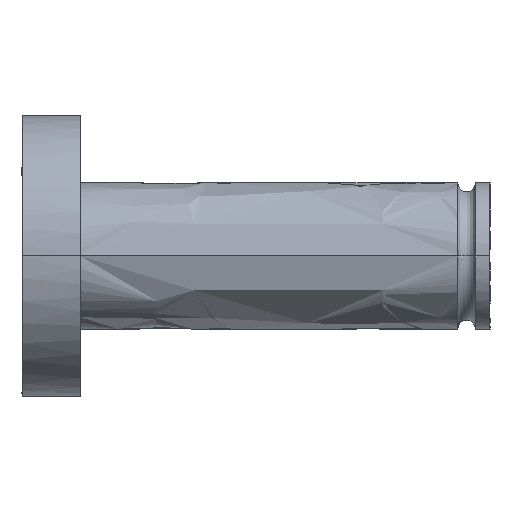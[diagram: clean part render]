
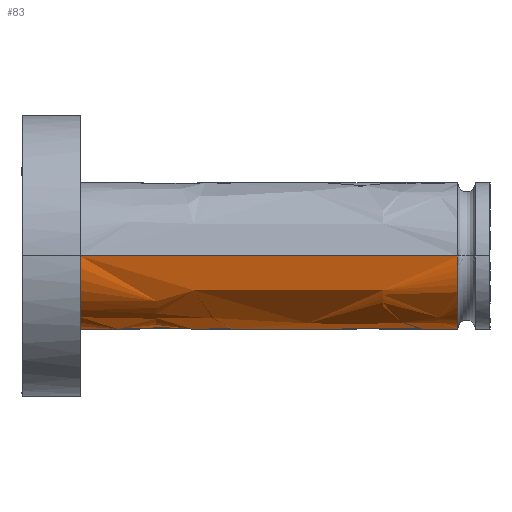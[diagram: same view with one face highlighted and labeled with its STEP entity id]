
A CAD part, left-side view. The second image highlights one B-rep face of the part: STEP entity #83.
In plain terms, the highlighted free-form (B-spline) face has degree [3, 1] with [4, 2] control points.
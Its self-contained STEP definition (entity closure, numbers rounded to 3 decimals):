
#83=ADVANCED_FACE('',(#107),#766,.T.);
#107=FACE_OUTER_BOUND('',#132,.T.);
#132=EDGE_LOOP('',(#210,#211,#212,#213,#214,#215));
#210=ORIENTED_EDGE('',*,*,#625,.T.);
#211=ORIENTED_EDGE('',*,*,#623,.F.);
#212=ORIENTED_EDGE('',*,*,#626,.T.);
#213=ORIENTED_EDGE('',*,*,#621,.F.);
#214=ORIENTED_EDGE('',*,*,#627,.T.);
#215=ORIENTED_EDGE('',*,*,#618,.F.);
#292=PCURVE('',#765,#381);
#295=PCURVE('',#765,#384);
#297=PCURVE('',#765,#386);
#299=PCURVE('',#766,#388);
#300=PCURVE('',#766,#389);
#301=PCURVE('',#766,#390);
#302=PCURVE('',#766,#391);
#303=PCURVE('',#766,#392);
#304=PCURVE('',#766,#393);
#381=DEFINITIONAL_REPRESENTATION('',(#472),#1816);
#384=DEFINITIONAL_REPRESENTATION('',(#477),#1816);
#386=DEFINITIONAL_REPRESENTATION('',(#479),#1816);
#388=DEFINITIONAL_REPRESENTATION('',(#481),#1816);
#389=DEFINITIONAL_REPRESENTATION('',(#482),#1816);
#390=DEFINITIONAL_REPRESENTATION('',(#483),#1816);
#391=DEFINITIONAL_REPRESENTATION('',(#484),#1816);
#392=DEFINITIONAL_REPRESENTATION('',(#486),#1816);
#393=DEFINITIONAL_REPRESENTATION('',(#487),#1816);
#472=B_SPLINE_CURVE_WITH_KNOTS('',1,(#1518,#1519),.UNSPECIFIED.,.F.,.F.,
(2,2),(0.,0.054),.UNSPECIFIED.);
#477=B_SPLINE_CURVE_WITH_KNOTS('',1,(#1552,#1553),.UNSPECIFIED.,.F.,.F.,
(2,2),(0.24,1.),.UNSPECIFIED.);
#479=B_SPLINE_CURVE_WITH_KNOTS('',1,(#1562,#1563),.UNSPECIFIED.,.F.,.F.,
(2,2),(-1.,0.),.UNSPECIFIED.);
#481=B_SPLINE_CURVE_WITH_KNOTS('',1,(#1574,#1575),.UNSPECIFIED.,.F.,.F.,
(2,2),(0.5,1.),.UNSPECIFIED.);
#482=B_SPLINE_CURVE_WITH_KNOTS('',1,(#1576,#1577),.UNSPECIFIED.,.F.,.F.,
(2,2),(-1.,0.),.UNSPECIFIED.);
#483=B_SPLINE_CURVE_WITH_KNOTS('',1,(#1582,#1583),.UNSPECIFIED.,.F.,.F.,
(2,2),(-1.,-0.5),.UNSPECIFIED.);
#484=B_SPLINE_CURVE_WITH_KNOTS('',1,(#1584,#1585),.UNSPECIFIED.,.F.,.F.,
(2,2),(0.24,1.),.UNSPECIFIED.);
#485=B_SPLINE_CURVE_WITH_KNOTS('',3,(#1586,#1587,#1588,#1589,#1590,#1591,
#1592,#1593,#1594,#1595),.UNSPECIFIED.,.F.,.F.,(4,2,2,2,4),(0.003,
0.125,0.25,0.375,0.497),
 .UNSPECIFIED.);
#486=B_SPLINE_CURVE_WITH_KNOTS('',2,(#1596,#1597,#1598,#1599,#1600,#1601,
#1602,#1603,#1604),.UNSPECIFIED.,.F.,.F.,(3,2,2,2,3),(0.003,
0.125,0.25,0.375,0.497),
 .UNSPECIFIED.);
#487=B_SPLINE_CURVE_WITH_KNOTS('',1,(#1605,#1606),.UNSPECIFIED.,.F.,.F.,
(2,2),(0.,0.054),.UNSPECIFIED.);
#549=SURFACE_CURVE('',#685,(#292,#304),.PCURVE_S1.);
#552=SURFACE_CURVE('',#686,(#295,#302),.PCURVE_S1.);
#554=SURFACE_CURVE('',#688,(#297,#300),.PCURVE_S1.);
#556=SURFACE_CURVE('',#690,(#299),.PCURVE_S1.);
#557=SURFACE_CURVE('',#691,(#301),.PCURVE_S1.);
#558=SURFACE_CURVE('',#485,(#303),.PCURVE_S1.);
#618=EDGE_CURVE('',#739,#740,#549,.T.);
#621=EDGE_CURVE('',#741,#742,#552,.T.);
#623=EDGE_CURVE('',#737,#736,#554,.T.);
#625=EDGE_CURVE('',#739,#736,#556,.T.);
#626=EDGE_CURVE('',#737,#742,#557,.T.);
#627=EDGE_CURVE('',#741,#740,#558,.T.);
#685=(
BOUNDED_CURVE()
B_SPLINE_CURVE(1,(#1516,#1517),.UNSPECIFIED.,.F.,.F.)
B_SPLINE_CURVE_WITH_KNOTS((2,2),(0.,0.054),.UNSPECIFIED.)
CURVE()
GEOMETRIC_REPRESENTATION_ITEM()
RATIONAL_B_SPLINE_CURVE((1.,1.))
REPRESENTATION_ITEM('')
);
#686=(
BOUNDED_CURVE()
B_SPLINE_CURVE(1,(#1550,#1551),.UNSPECIFIED.,.F.,.F.)
B_SPLINE_CURVE_WITH_KNOTS((2,2),(0.24,1.),.UNSPECIFIED.)
CURVE()
GEOMETRIC_REPRESENTATION_ITEM()
RATIONAL_B_SPLINE_CURVE((1.,1.))
REPRESENTATION_ITEM('')
);
#688=(
BOUNDED_CURVE()
B_SPLINE_CURVE(1,(#1560,#1561),.UNSPECIFIED.,.F.,.F.)
B_SPLINE_CURVE_WITH_KNOTS((2,2),(-1.,0.),.UNSPECIFIED.)
CURVE()
GEOMETRIC_REPRESENTATION_ITEM()
RATIONAL_B_SPLINE_CURVE((1.,1.))
REPRESENTATION_ITEM('')
);
#690=(
BOUNDED_CURVE()
B_SPLINE_CURVE(3,(#1570,#1571,#1572,#1573),.UNSPECIFIED.,.F.,.F.)
B_SPLINE_CURVE_WITH_KNOTS((4,4),(0.5,1.),.UNSPECIFIED.)
CURVE()
GEOMETRIC_REPRESENTATION_ITEM()
RATIONAL_B_SPLINE_CURVE((1.,0.333,0.333,1.))
REPRESENTATION_ITEM('')
);
#691=(
BOUNDED_CURVE()
B_SPLINE_CURVE(3,(#1578,#1579,#1580,#1581),.UNSPECIFIED.,.F.,.F.)
B_SPLINE_CURVE_WITH_KNOTS((4,4),(-1.,-0.5),.UNSPECIFIED.)
CURVE()
GEOMETRIC_REPRESENTATION_ITEM()
RATIONAL_B_SPLINE_CURVE((1.,0.333,0.333,1.))
REPRESENTATION_ITEM('')
);
#736=VERTEX_POINT('',#1509);
#737=VERTEX_POINT('',#1510);
#739=VERTEX_POINT('',#1512);
#740=VERTEX_POINT('',#1513);
#741=VERTEX_POINT('',#1514);
#742=VERTEX_POINT('',#1515);
#765=(
BOUNDED_SURFACE()
B_SPLINE_SURFACE(3,1,((#1493,#1494),(#1495,#1496),(#1497,#1498),(#1499,
#1500)),.UNSPECIFIED.,.F.,.F.,.F.)
B_SPLINE_SURFACE_WITH_KNOTS((4,4),(2,2),(0.,0.5),(0.,1.),
 .UNSPECIFIED.)
GEOMETRIC_REPRESENTATION_ITEM()
RATIONAL_B_SPLINE_SURFACE(((1.,1.),(0.333,0.333),
(0.333,0.333),(1.,1.)))
REPRESENTATION_ITEM('')
SURFACE()
);
#766=(
BOUNDED_SURFACE()
B_SPLINE_SURFACE(3,1,((#1501,#1502),(#1503,#1504),(#1505,#1506),(#1507,
#1508)),.UNSPECIFIED.,.F.,.F.,.F.)
B_SPLINE_SURFACE_WITH_KNOTS((4,4),(2,2),(0.5,1.),(0.,1.),.UNSPECIFIED.)
GEOMETRIC_REPRESENTATION_ITEM()
RATIONAL_B_SPLINE_SURFACE(((1.,1.),(0.333,0.333),
(0.333,0.333),(1.,1.)))
REPRESENTATION_ITEM('')
SURFACE()
);
#1493=CARTESIAN_POINT('',(-418.916,-34.5,-0.543));
#1494=CARTESIAN_POINT('',(-418.916,30.,-0.543));
#1495=CARTESIAN_POINT('',(-418.916,-34.5,24.457));
#1496=CARTESIAN_POINT('',(-418.916,30.,24.457));
#1497=CARTESIAN_POINT('',(-393.916,-34.5,24.457));
#1498=CARTESIAN_POINT('',(-393.916,30.,24.457));
#1499=CARTESIAN_POINT('',(-393.916,-34.5,-0.543));
#1500=CARTESIAN_POINT('',(-393.916,30.,-0.543));
#1501=CARTESIAN_POINT('',(-393.916,-34.5,-0.543));
#1502=CARTESIAN_POINT('',(-393.916,30.,-0.543));
#1503=CARTESIAN_POINT('',(-393.916,-34.5,-25.543));
#1504=CARTESIAN_POINT('',(-393.916,30.,-25.543));
#1505=CARTESIAN_POINT('',(-418.916,-34.5,-25.543));
#1506=CARTESIAN_POINT('',(-418.916,30.,-25.543));
#1507=CARTESIAN_POINT('',(-418.916,-34.5,-0.543));
#1508=CARTESIAN_POINT('',(-418.916,30.,-0.543));
#1509=CARTESIAN_POINT('',(-418.916,-34.5,-0.543));
#1510=CARTESIAN_POINT('',(-418.916,30.,-0.543));
#1512=CARTESIAN_POINT('',(-393.916,-34.5,-0.543));
#1513=CARTESIAN_POINT('',(-393.916,-30.999,-0.543));
#1514=CARTESIAN_POINT('',(-393.916,-19.001,-0.543));
#1515=CARTESIAN_POINT('',(-393.916,30.,-0.543));
#1516=CARTESIAN_POINT('',(-393.916,-34.5,-0.543));
#1517=CARTESIAN_POINT('',(-393.916,-30.999,-0.543));
#1518=CARTESIAN_POINT('',(0.5,0.));
#1519=CARTESIAN_POINT('',(0.5,0.054));
#1550=CARTESIAN_POINT('',(-393.916,-19.001,-0.543));
#1551=CARTESIAN_POINT('',(-393.916,30.,-0.543));
#1552=CARTESIAN_POINT('',(0.5,0.24));
#1553=CARTESIAN_POINT('',(0.5,1.));
#1560=CARTESIAN_POINT('',(-418.916,30.,-0.543));
#1561=CARTESIAN_POINT('',(-418.916,-34.5,-0.543));
#1562=CARTESIAN_POINT('',(0.,1.));
#1563=CARTESIAN_POINT('',(0.,0.));
#1570=CARTESIAN_POINT('',(-393.916,-34.5,-0.543));
#1571=CARTESIAN_POINT('',(-393.916,-34.5,-25.543));
#1572=CARTESIAN_POINT('',(-418.916,-34.5,-25.543));
#1573=CARTESIAN_POINT('',(-418.916,-34.5,-0.543));
#1574=CARTESIAN_POINT('',(0.5,0.));
#1575=CARTESIAN_POINT('',(1.,0.));
#1576=CARTESIAN_POINT('',(1.,1.));
#1577=CARTESIAN_POINT('',(1.,0.));
#1578=CARTESIAN_POINT('',(-418.916,30.,-0.543));
#1579=CARTESIAN_POINT('',(-418.916,30.,-25.543));
#1580=CARTESIAN_POINT('',(-393.916,30.,-25.543));
#1581=CARTESIAN_POINT('',(-393.916,30.,-0.543));
#1582=CARTESIAN_POINT('',(1.,1.));
#1583=CARTESIAN_POINT('',(0.5,1.));
#1584=CARTESIAN_POINT('',(0.5,0.24));
#1585=CARTESIAN_POINT('',(0.5,1.));
#1586=CARTESIAN_POINT('',(-393.916,-19.001,-0.543));
#1587=CARTESIAN_POINT('',(-393.918,-19.029,-2.117));
#1588=CARTESIAN_POINT('',(-394.249,-19.694,-3.622));
#1589=CARTESIAN_POINT('',(-395.006,-21.855,-5.777));
#1590=CARTESIAN_POINT('',(-395.394,-23.404,-6.439));
#1591=CARTESIAN_POINT('',(-395.395,-26.592,-6.44));
#1592=CARTESIAN_POINT('',(-395.004,-28.154,-5.772));
#1593=CARTESIAN_POINT('',(-394.246,-30.311,-3.612));
#1594=CARTESIAN_POINT('',(-393.918,-30.971,-2.094));
#1595=CARTESIAN_POINT('',(-393.916,-30.999,-0.543));
#1596=CARTESIAN_POINT('',(0.5,0.24));
#1597=CARTESIAN_POINT('',(0.546,0.24));
#1598=CARTESIAN_POINT('',(0.573,0.213));
#1599=CARTESIAN_POINT('',(0.6,0.186));
#1600=CARTESIAN_POINT('',(0.6,0.147));
#1601=CARTESIAN_POINT('',(0.6,0.108));
#1602=CARTESIAN_POINT('',(0.573,0.081));
#1603=CARTESIAN_POINT('',(0.545,0.055));
#1604=CARTESIAN_POINT('',(0.5,0.054));
#1605=CARTESIAN_POINT('',(0.5,0.));
#1606=CARTESIAN_POINT('',(0.5,0.054));
#1816=(
GEOMETRIC_REPRESENTATION_CONTEXT(2)
PARAMETRIC_REPRESENTATION_CONTEXT()
REPRESENTATION_CONTEXT('pspace','')
);
